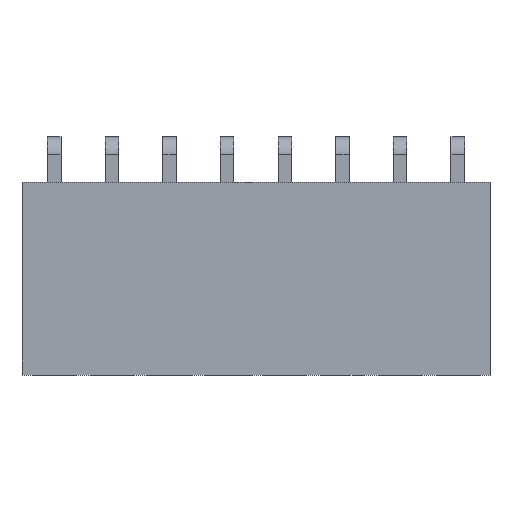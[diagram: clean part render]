
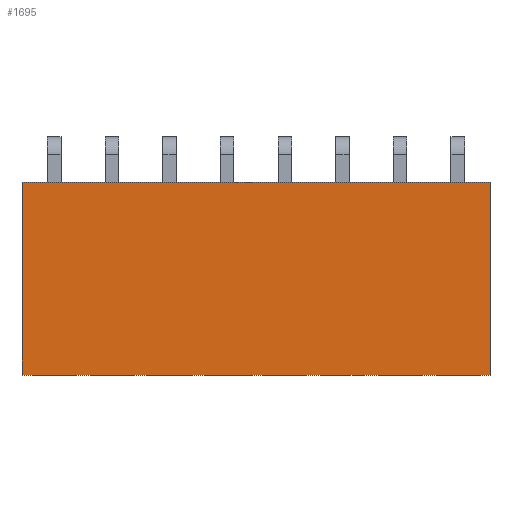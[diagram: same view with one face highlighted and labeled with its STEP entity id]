
A CAD part, top view. The second image highlights one B-rep face of the part: STEP entity #1695.
In plain terms, the highlighted planar face has unit normal (0, 0, 1).
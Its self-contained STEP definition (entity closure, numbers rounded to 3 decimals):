
#1695=ADVANCED_FACE('',(#3159),#3161,.T.);
#3159=FACE_BOUND('',#3160,.T.);
#3160=EDGE_LOOP('',(#4366,#4367,#4368,#4369));
#3161=PLANE('',#3162);
#3162=AXIS2_PLACEMENT_3D('',#3163,#3164,#3165);
#3163=CARTESIAN_POINT('',(19.2,-10.3,2.5));
#3164=DIRECTION('',(0.,-0.,1.));
#3165=DIRECTION('',(0.,1.,0.));
#4366=ORIENTED_EDGE('',*,*,#4999,.T.);
#4367=ORIENTED_EDGE('',*,*,#5031,.T.);
#4368=ORIENTED_EDGE('',*,*,#5029,.F.);
#4369=ORIENTED_EDGE('',*,*,#5053,.F.);
#4999=EDGE_CURVE('',#5834,#5832,#5835,.T.);
#5029=EDGE_CURVE('',#5884,#5886,#5887,.T.);
#5031=EDGE_CURVE('',#5832,#5886,#5889,.T.);
#5053=EDGE_CURVE('',#5834,#5884,#5913,.T.);
#5832=VERTEX_POINT('',#7558);
#5834=VERTEX_POINT('',#7562);
#5835=LINE('',#7563,#7564);
#5884=VERTEX_POINT('',#7670);
#5886=VERTEX_POINT('',#7674);
#5887=LINE('',#7675,#7676);
#5889=LINE('',#7681,#7682);
#5913=LINE('',#7749,#7750);
#7558=CARTESIAN_POINT('',(19.2,-1.8,2.5));
#7562=CARTESIAN_POINT('',(19.2,-10.3,2.5));
#7563=CARTESIAN_POINT('',(19.2,-10.3,2.5));
#7564=VECTOR('',#7565,1.);
#7565=DIRECTION('',(0.,1.,0.));
#7670=CARTESIAN_POINT('',(-1.42,-10.3,2.5));
#7674=CARTESIAN_POINT('',(-1.42,-1.8,2.5));
#7675=CARTESIAN_POINT('',(-1.42,-10.3,2.5));
#7676=VECTOR('',#7677,1.);
#7677=DIRECTION('',(0.,1.,0.));
#7681=CARTESIAN_POINT('',(19.2,-1.8,2.5));
#7682=VECTOR('',#7683,1.);
#7683=DIRECTION('',(-1.,0.,0.));
#7749=CARTESIAN_POINT('',(19.2,-10.3,2.5));
#7750=VECTOR('',#7751,1.);
#7751=DIRECTION('',(-1.,0.,0.));
